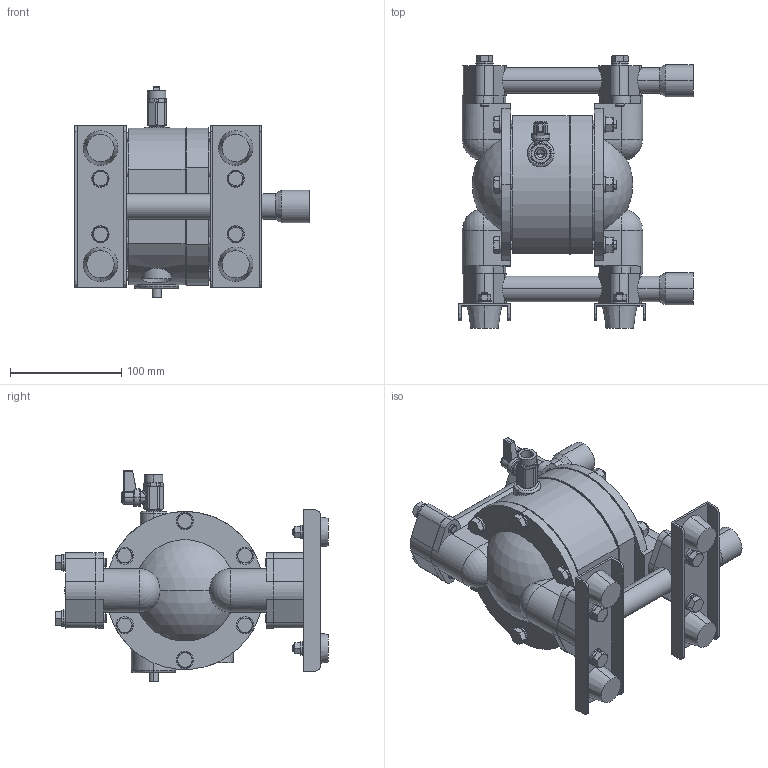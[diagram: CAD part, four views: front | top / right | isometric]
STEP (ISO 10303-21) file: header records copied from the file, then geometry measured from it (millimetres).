
FILE_DESCRIPTION (( 'STEP AP214' ), '1' );
FILE_NAME ('NDP-15BS_.STEP', '2009-04-14T04:47:37', ( ' ' ), ( ' ' ), 'SwSTEP 2.0', 'SolidWorks 2006303', '' );
FILE_SCHEMA (( 'AUTOMOTIVE_DESIGN' ));
Length unit declared in the file: millimetre
Products named in the file (1): NDP-15BS_
Bounding box: 210.5 x 245.1 x 190 mm (x, y, z)
Volume: 2112000.3 mm3; surface area: 272657.1 mm2
Topology: 2 solids, 10 shells, 1211 faces, 2860 edges, 1765 vertices
Faces by surface type: plane 583, cylinder 388, cone 208, torus 16, sphere 10, bspline 6
Entity records: 36549 total; most frequent: CARTESIAN_POINT 8451, DIRECTION 6124, ORIENTED_EDGE 5684, EDGE_CURVE 2842, AXIS2_PLACEMENT_3D 2441, VERTEX_POINT 1761, EDGE_LOOP 1369, VECTOR 1242
